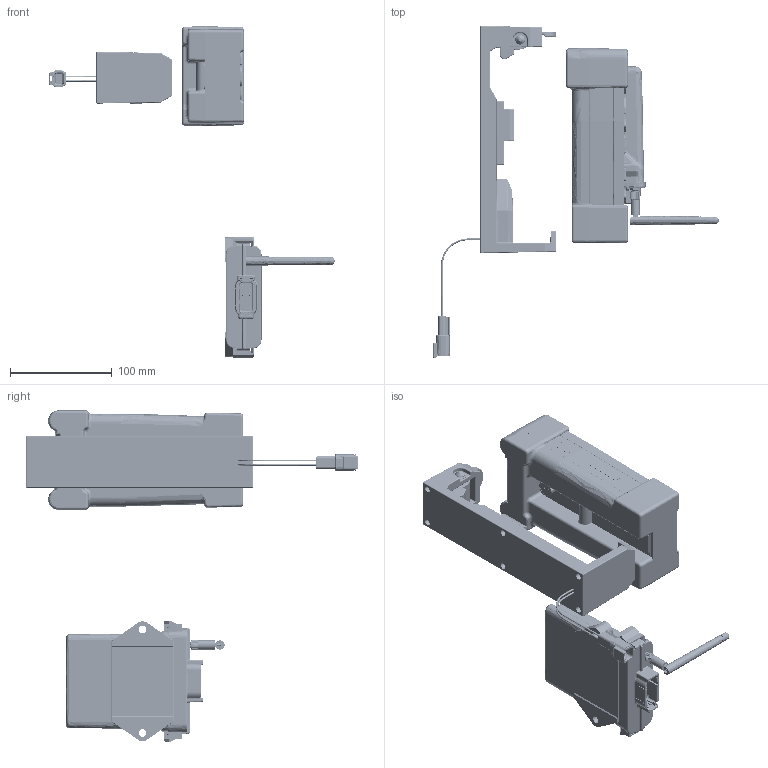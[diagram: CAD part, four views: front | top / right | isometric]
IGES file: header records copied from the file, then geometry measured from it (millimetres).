
Start section: SolidWorks IGES file using analytic representation for surfaces
Global section: file name: 7015X2.IGS; native system: SolidWorks 2019; preprocessor: SolidWorks 2019; author: tmott; date: 191007.103923; units: inch
Bounding box: 280.34 x 325.81 x 325.33 mm (x, y, z)
Surface area: 315002 mm2 (no closed solid volume)
Topology: 0 solids, 0 shells, 5209 faces, 45669 edges, 45416 vertices
Faces by surface type: bspline 3181, revolution 2028
